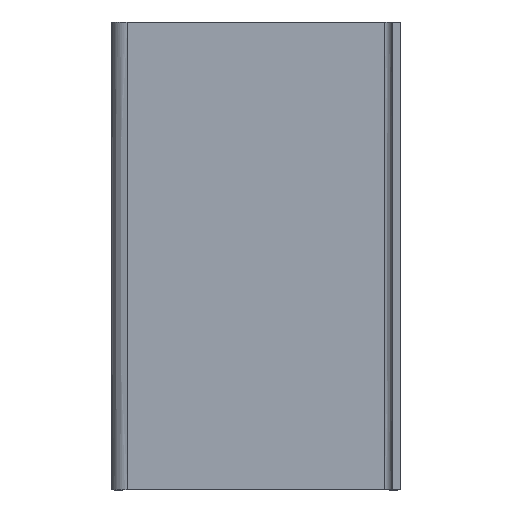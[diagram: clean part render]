
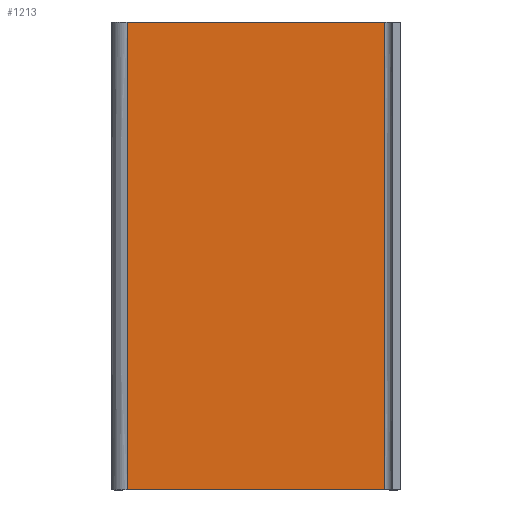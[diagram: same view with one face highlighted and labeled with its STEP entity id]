
A CAD part, left-side view. The second image highlights one B-rep face of the part: STEP entity #1213.
In plain terms, the highlighted planar face has unit normal (-1, 0, 0).
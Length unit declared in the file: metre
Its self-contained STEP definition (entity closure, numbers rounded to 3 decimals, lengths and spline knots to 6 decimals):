
#84 = CARTESIAN_POINT('NONE', (-0.1397, 0.074168, -0));
#85 = VERTEX_POINT('NONE', #84);
#86 = CARTESIAN_POINT('NONE', (-0.1397, 0.074168, -0.127));
#87 = VERTEX_POINT('NONE', #86);
#112 = CARTESIAN_POINT('NONE', (-0.1397, 0.004318, -0.127));
#113 = VERTEX_POINT('NONE', #112);
#114 = CARTESIAN_POINT('NONE', (-0.1397, 0.004318, -0));
#115 = VERTEX_POINT('NONE', #114);
#404 = DIRECTION('NONE', (0, 0, -1));
#405 = VECTOR('NONE', #404, 1);
#406 = CARTESIAN_POINT('NONE', (-0.1397, 0.074168, -0));
#407 = LINE('NONE', #406, #405);
#476 = DIRECTION('NONE', (0, 0, 1));
#477 = VECTOR('NONE', #476, 1);
#478 = CARTESIAN_POINT('NONE', (-0.1397, 0.004318, -0.127));
#479 = LINE('NONE', #478, #477);
#492 = DIRECTION('NONE', (0, 1, 0));
#493 = VECTOR('NONE', #492, 1);
#494 = CARTESIAN_POINT('NONE', (-0.1397, 0.004318, -0));
#495 = LINE('NONE', #494, #493);
#496 = DIRECTION('NONE', (0, -1, 0));
#497 = VECTOR('NONE', #496, 1);
#498 = CARTESIAN_POINT('NONE', (-0.1397, 0.074168, -0.127));
#499 = LINE('NONE', #498, #497);
#620 = EDGE_CURVE('NONE', #85, #87, #407, .T.);
#638 = EDGE_CURVE('NONE', #113, #115, #479, .T.);
#642 = EDGE_CURVE('NONE', #115, #85, #495, .T.);
#643 = EDGE_CURVE('NONE', #87, #113, #499, .T.);
#791 = ORIENTED_EDGE('NONE', *, *, #642, .T.);
#792 = ORIENTED_EDGE('NONE', *, *, #620, .T.);
#793 = ORIENTED_EDGE('NONE', *, *, #643, .T.);
#794 = ORIENTED_EDGE('NONE', *, *, #638, .T.);
#795 = EDGE_LOOP('NONE', (#791, #792, #793, #794));
#1050 = CARTESIAN_POINT('NONE', (-0.1397, 0.040386, -0.0635));
#1051 = DIRECTION('NONE', (-1, 0, -0));
#1052 = AXIS2_PLACEMENT_3D('NONE', #1050, #1051, $);
#1053 = PLANE('NONE', #1052);
#1212 = FACE_OUTER_BOUND('NONE', #795, .T.);
#1213 = ADVANCED_FACE('NONE', (#1212), #1053, .T.);
